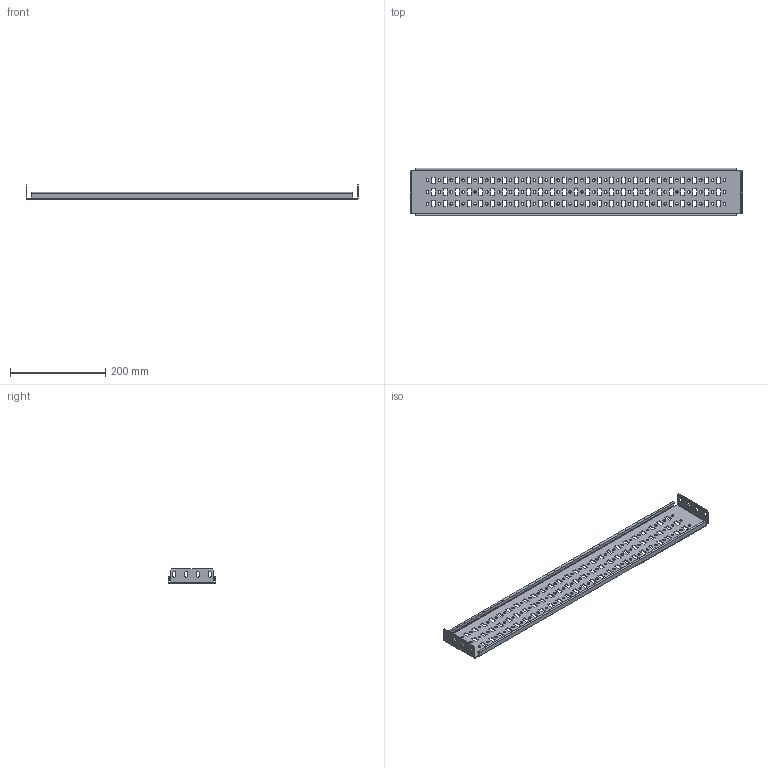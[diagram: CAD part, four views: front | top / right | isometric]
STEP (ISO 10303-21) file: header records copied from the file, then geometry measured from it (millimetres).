
FILE_DESCRIPTION(('CATIA V5 STEP Exchange'),'2;1');
FILE_NAME('EB0880.stp','2013-11-19T11:42:12+00:00',('none'),('none'),'CATIA Version 5 Release 20 SP 6 (IN-10)','CATIA V5 STEP AP203','none');
FILE_SCHEMA(('CONFIG_CONTROL_DESIGN'));
Length unit declared in the file: millimetre
Products named in the file (1): Traversa_laterale_100x0800
Bounding box: 698.5 x 100 x 31 mm (x, y, z)
Volume: 179796.4 mm3; surface area: 192906.6 mm2
Topology: 1 solids, 1 shells, 556 faces, 1614 edges, 1060 vertices
Faces by surface type: plane 374, cylinder 182
Entity records: 21751 total; most frequent: CARTESIAN_POINT 7112, ORIENTED_EDGE 3228, DIRECTION 2381, EDGE_CURVE 1614, VECTOR 1249, LINE 1249, VERTEX_POINT 1060, EDGE_LOOP 878
